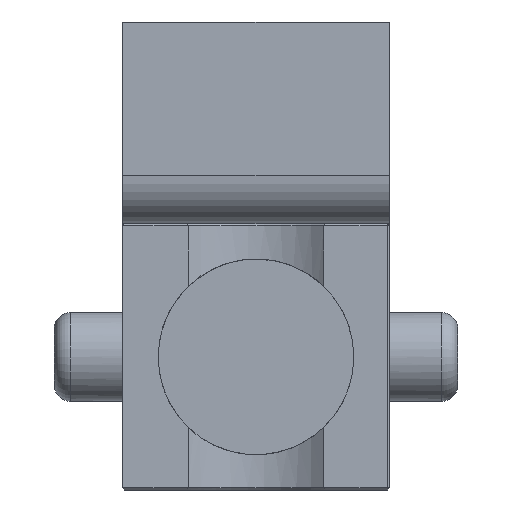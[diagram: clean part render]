
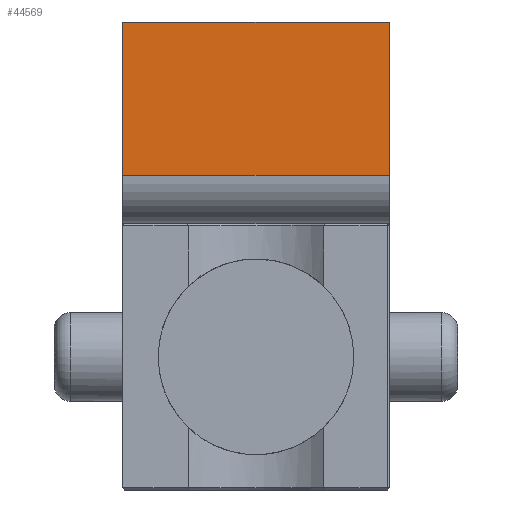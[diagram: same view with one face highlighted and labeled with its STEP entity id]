
A CAD part, front view. The second image highlights one B-rep face of the part: STEP entity #44569.
In plain terms, the highlighted face is planar.
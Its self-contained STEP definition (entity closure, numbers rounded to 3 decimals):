
#2641=LINE($,#62252,#6932);
#2645=LINE($,#62262,#6936);
#2649=LINE($,#62275,#6940);
#2651=LINE($,#62278,#6942);
#6932=VECTOR($,#50238,66.);
#6936=VECTOR($,#50248,38.);
#6940=VECTOR($,#50264,38.);
#6942=VECTOR($,#50268,66.);
#10399=PLANE($,#46936);
#14589=FACE_OUTER_BOUND($,#17178,.T.);
#17178=EDGE_LOOP($,(#34022,#34023,#34024,#34025));
#20546=VERTEX_POINT($,#62250);
#20547=VERTEX_POINT($,#62251);
#20550=VERTEX_POINT($,#62260);
#20553=VERTEX_POINT($,#62274);
#25590=EDGE_CURVE($,#20546,#20547,#2641,.T.);
#25596=EDGE_CURVE($,#20550,#20547,#2645,.T.);
#25602=EDGE_CURVE($,#20546,#20553,#2649,.T.);
#25604=EDGE_CURVE($,#20553,#20550,#2651,.T.);
#34022=ORIENTED_EDGE($,*,*,#25590,.T.);
#34023=ORIENTED_EDGE($,*,*,#25596,.F.);
#34024=ORIENTED_EDGE($,*,*,#25604,.F.);
#34025=ORIENTED_EDGE($,*,*,#25602,.F.);
#44569=ADVANCED_FACE($,(#14589),#10399,.F.);
#46936=AXIS2_PLACEMENT_3D($,#62279,#50269,#50270);
#50238=DIRECTION($,(0.,-1.,0.));
#50248=DIRECTION($,(-1.,0.,0.));
#50264=DIRECTION($,(1.,0.,0.));
#50268=DIRECTION($,(0.,-1.,0.));
#50269=DIRECTION('center_axis',(0.,0.,
-1.));
#50270=DIRECTION('ref_axis',(-1.,0.,0.));
#62250=CARTESIAN_POINT('',(12.,33.,75.));
#62251=CARTESIAN_POINT('',(12.,-33.,75.));
#62252=CARTESIAN_POINT($,(12.,0.,75.));
#62260=CARTESIAN_POINT('',(50.,-33.,75.));
#62262=CARTESIAN_POINT($,(-15.143,-33.,75.));
#62274=CARTESIAN_POINT('',(50.,33.,75.));
#62275=CARTESIAN_POINT($,(12.,33.,75.));
#62278=CARTESIAN_POINT($,(50.,33.,75.));
#62279=CARTESIAN_POINT('Origin',(24.214,0.,75.));
